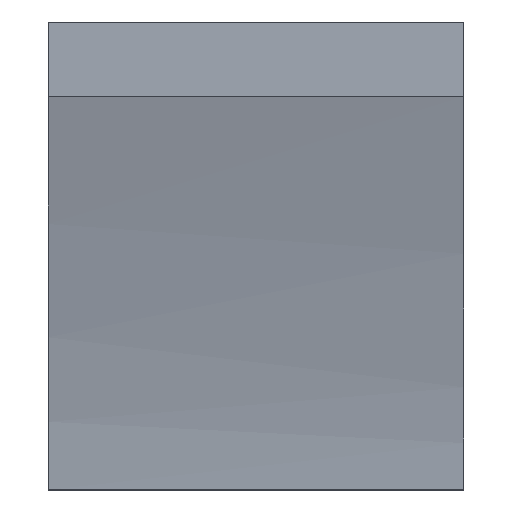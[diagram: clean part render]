
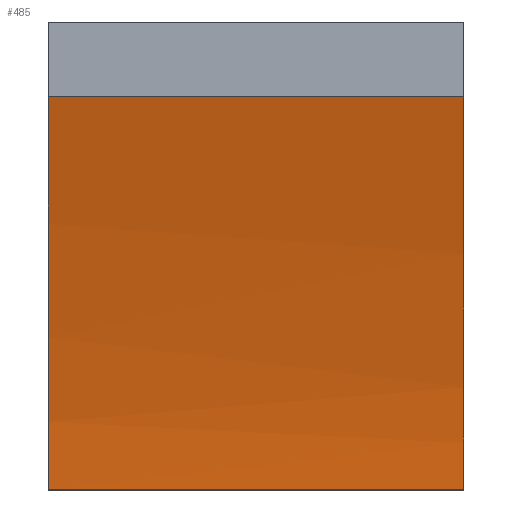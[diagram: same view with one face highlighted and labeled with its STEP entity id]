
A CAD part, top view. The second image highlights one B-rep face of the part: STEP entity #485.
In plain terms, the highlighted free-form (B-spline) face has degree [5, 1] with [12, 2] control points.
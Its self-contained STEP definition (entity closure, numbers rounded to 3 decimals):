
#64=FACE_OUTER_BOUND('',#93,.T.);
#93=EDGE_LOOP('',(#352,#353,#354,#355));
#133=LINE('',#744,#186);
#186=VECTOR('',#556,10.);
#239=B_SPLINE_CURVE_WITH_KNOTS('',3,(#725,#726,#727,#728,#729,#730),
 .UNSPECIFIED.,.F.,.F.,(4,2,4),(-3.6,-1.8,0.),.UNSPECIFIED.);
#240=(
BOUNDED_CURVE()
B_SPLINE_CURVE(5,(#712,#713,#714,#715,#716,#717,#718,#719,#720,#721,#722,
#723),.UNSPECIFIED.,.F.,.F.)
B_SPLINE_CURVE_WITH_KNOTS((6,1,1,1,1,1,1,6),(0.,0.1,0.2,0.3,0.4,0.5,0.6,
0.671),.UNSPECIFIED.)
CURVE()
GEOMETRIC_REPRESENTATION_ITEM()
RATIONAL_B_SPLINE_CURVE((1.,1.,1.,1.,1.,1.,1.,1.,1.,1.,1.,1.))
REPRESENTATION_ITEM('')
);
#241=(
BOUNDED_CURVE()
B_SPLINE_CURVE(5,(#732,#733,#734,#735,#736,#737,#738,#739,#740,#741,#742,
#743),.UNSPECIFIED.,.F.,.F.)
B_SPLINE_CURVE_WITH_KNOTS((6,1,1,1,1,1,1,6),(-0.671,-0.6,-0.5,
-0.4,-0.3,-0.2,-0.1,0.),.UNSPECIFIED.)
CURVE()
GEOMETRIC_REPRESENTATION_ITEM()
RATIONAL_B_SPLINE_CURVE((1.,1.,1.,1.,1.,1.,1.,1.,1.,1.,1.,1.))
REPRESENTATION_ITEM('')
);
#242=VERTEX_POINT('',#710);
#243=VERTEX_POINT('',#711);
#244=VERTEX_POINT('',#724);
#245=VERTEX_POINT('',#731);
#286=EDGE_CURVE('',#242,#243,#240,.T.);
#287=EDGE_CURVE('',#242,#244,#239,.T.);
#288=EDGE_CURVE('',#245,#244,#241,.T.);
#289=EDGE_CURVE('',#243,#245,#133,.T.);
#352=ORIENTED_EDGE('',*,*,#286,.F.);
#353=ORIENTED_EDGE('',*,*,#287,.T.);
#354=ORIENTED_EDGE('',*,*,#288,.F.);
#355=ORIENTED_EDGE('',*,*,#289,.F.);
#484=(
BOUNDED_SURFACE()
B_SPLINE_SURFACE(5,1,((#686,#687),(#688,#689),(#690,#691),(#692,#693),(#694,
#695),(#696,#697),(#698,#699),(#700,#701),(#702,#703),(#704,#705),(#706,
#707),(#708,#709)),.UNSPECIFIED.,.F.,.F.,.F.)
B_SPLINE_SURFACE_WITH_KNOTS((6,1,1,1,1,1,1,6),(2,2),(-0.671,
-0.6,-0.5,-0.4,-0.3,-0.2,-0.1,0.),(0.,3.6),.UNSPECIFIED.)
GEOMETRIC_REPRESENTATION_ITEM()
RATIONAL_B_SPLINE_SURFACE(((1.,1.),(1.,1.),(1.,1.),(1.,1.),(1.,1.),(1.,
1.),(1.,1.),(1.,1.),(1.,1.),(1.,1.),(1.,1.),(1.,1.)))
REPRESENTATION_ITEM('')
SURFACE()
);
#485=ADVANCED_FACE('',(#64),#484,.T.);
#556=DIRECTION('',(-1.,0.,0.));
#686=CARTESIAN_POINT('Ctrl Pts',(18.,-14.5,-22.));
#687=CARTESIAN_POINT('Ctrl Pts',(-18.,-14.5,-22.));
#688=CARTESIAN_POINT('Ctrl Pts',(18.,-14.033,-21.995));
#689=CARTESIAN_POINT('Ctrl Pts',(-18.,-14.033,-21.995));
#690=CARTESIAN_POINT('Ctrl Pts',(18.,-12.872,-21.96));
#691=CARTESIAN_POINT('Ctrl Pts',(-18.,-12.872,-21.96));
#692=CARTESIAN_POINT('Ctrl Pts',(18.,-10.883,-21.82));
#693=CARTESIAN_POINT('Ctrl Pts',(-18.,-10.883,-21.82));
#694=CARTESIAN_POINT('Ctrl Pts',(18.,-7.844,-21.451));
#695=CARTESIAN_POINT('Ctrl Pts',(-18.,-7.844,-21.451));
#696=CARTESIAN_POINT('Ctrl Pts',(18.,-3.484,-20.704));
#697=CARTESIAN_POINT('Ctrl Pts',(-18.,-3.484,-20.704));
#698=CARTESIAN_POINT('Ctrl Pts',(18.,1.642,-19.631));
#699=CARTESIAN_POINT('Ctrl Pts',(-18.,1.642,-19.631));
#700=CARTESIAN_POINT('Ctrl Pts',(18.,7.205,-18.314));
#701=CARTESIAN_POINT('Ctrl Pts',(-18.,7.205,-18.314));
#702=CARTESIAN_POINT('Ctrl Pts',(18.,11.964,-17.088));
#703=CARTESIAN_POINT('Ctrl Pts',(-18.,11.964,-17.088));
#704=CARTESIAN_POINT('Ctrl Pts',(18.,15.696,-16.078));
#705=CARTESIAN_POINT('Ctrl Pts',(-18.,15.696,-16.078));
#706=CARTESIAN_POINT('Ctrl Pts',(18.,18.253,-15.366));
#707=CARTESIAN_POINT('Ctrl Pts',(-18.,18.253,-15.366));
#708=CARTESIAN_POINT('Ctrl Pts',(18.,19.55,-15.));
#709=CARTESIAN_POINT('Ctrl Pts',(-18.,19.55,-15.));
#710=CARTESIAN_POINT('',(18.,19.55,-15.));
#711=CARTESIAN_POINT('',(18.,-14.5,-22.));
#712=CARTESIAN_POINT('Ctrl Pts',(18.,19.55,-15.));
#713=CARTESIAN_POINT('Ctrl Pts',(18.,18.253,-15.366));
#714=CARTESIAN_POINT('Ctrl Pts',(18.,15.696,-16.078));
#715=CARTESIAN_POINT('Ctrl Pts',(18.,11.964,-17.088));
#716=CARTESIAN_POINT('Ctrl Pts',(18.,7.205,-18.314));
#717=CARTESIAN_POINT('Ctrl Pts',(18.,1.642,-19.631));
#718=CARTESIAN_POINT('Ctrl Pts',(18.,-3.484,-20.704));
#719=CARTESIAN_POINT('Ctrl Pts',(18.,-7.844,-21.451));
#720=CARTESIAN_POINT('Ctrl Pts',(18.,-10.883,-21.82));
#721=CARTESIAN_POINT('Ctrl Pts',(18.,-12.872,-21.96));
#722=CARTESIAN_POINT('Ctrl Pts',(18.,-14.033,-21.995));
#723=CARTESIAN_POINT('Ctrl Pts',(18.,-14.5,-22.));
#724=CARTESIAN_POINT('',(-18.,19.55,-15.));
#725=CARTESIAN_POINT('Ctrl Pts',(18.,19.55,-15.));
#726=CARTESIAN_POINT('Ctrl Pts',(12.,19.55,-15.));
#727=CARTESIAN_POINT('Ctrl Pts',(6.,19.55,-15.));
#728=CARTESIAN_POINT('Ctrl Pts',(-6.,19.55,-15.));
#729=CARTESIAN_POINT('Ctrl Pts',(-12.,19.55,-15.));
#730=CARTESIAN_POINT('Ctrl Pts',(-18.,19.55,-15.));
#731=CARTESIAN_POINT('',(-18.,-14.5,-22.));
#732=CARTESIAN_POINT('Ctrl Pts',(-18.,-14.5,-22.));
#733=CARTESIAN_POINT('Ctrl Pts',(-18.,-14.033,-21.995));
#734=CARTESIAN_POINT('Ctrl Pts',(-18.,-12.872,-21.96));
#735=CARTESIAN_POINT('Ctrl Pts',(-18.,-10.883,-21.82));
#736=CARTESIAN_POINT('Ctrl Pts',(-18.,-7.844,-21.451));
#737=CARTESIAN_POINT('Ctrl Pts',(-18.,-3.484,-20.704));
#738=CARTESIAN_POINT('Ctrl Pts',(-18.,1.642,-19.631));
#739=CARTESIAN_POINT('Ctrl Pts',(-18.,7.205,-18.314));
#740=CARTESIAN_POINT('Ctrl Pts',(-18.,11.964,-17.088));
#741=CARTESIAN_POINT('Ctrl Pts',(-18.,15.696,-16.078));
#742=CARTESIAN_POINT('Ctrl Pts',(-18.,18.253,-15.366));
#743=CARTESIAN_POINT('Ctrl Pts',(-18.,19.55,-15.));
#744=CARTESIAN_POINT('',(18.,-14.5,-22.));
